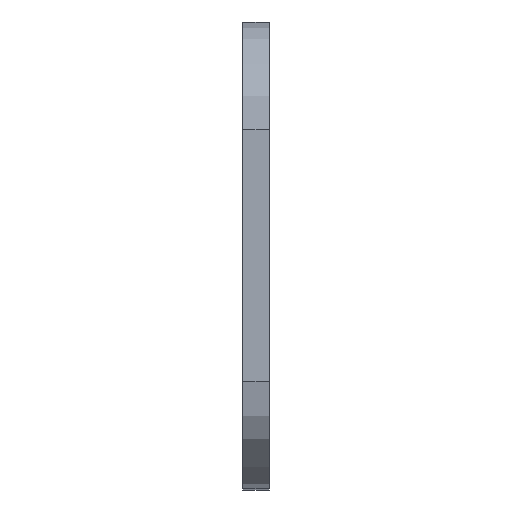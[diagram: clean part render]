
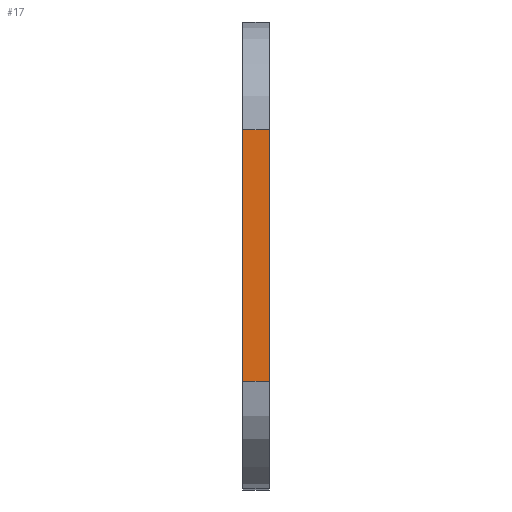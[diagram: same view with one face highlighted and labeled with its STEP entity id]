
A CAD part, top view. The second image highlights one B-rep face of the part: STEP entity #17.
In plain terms, the highlighted planar face has unit normal (0, 0, 1).
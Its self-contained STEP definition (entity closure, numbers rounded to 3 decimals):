
#17 = ADVANCED_FACE('',(#18),#31,.T.);
#18 = FACE_BOUND('',#19,.T.);
#19 = EDGE_LOOP('',(#20,#52,#79,#104));
#20 = ORIENTED_EDGE('',*,*,#21,.T.);
#21 = EDGE_CURVE('',#22,#24,#26,.T.);
#22 = VERTEX_POINT('',#23);
#23 = CARTESIAN_POINT('',(-2923.5,14.,1922.5));
#24 = VERTEX_POINT('',#25);
#25 = CARTESIAN_POINT('',(-2923.5,-14.,1922.5));
#26 = SURFACE_CURVE('',#27,(#30,#41),.PCURVE_S1.);
#27 = B_SPLINE_CURVE_WITH_KNOTS('',1,(#28,#29),.UNSPECIFIED.,.F.,.F.,(2,
    2),(0.231,0.769),.PIECEWISE_BEZIER_KNOTS.);
#28 = CARTESIAN_POINT('',(-2923.5,14.,1922.5));
#29 = CARTESIAN_POINT('',(-2923.5,-14.,1922.5));
#30 = PCURVE('',#31,#36);
#31 = PLANE('',#32);
#32 = AXIS2_PLACEMENT_3D('',#33,#34,#35);
#33 = CARTESIAN_POINT('',(-2923.5,26.,1922.5));
#34 = DIRECTION('',(0.,0.,1.));
#35 = DIRECTION('',(1.,0.,-0.));
#36 = DEFINITIONAL_REPRESENTATION('',(#37),#40);
#37 = B_SPLINE_CURVE_WITH_KNOTS('',1,(#38,#39),.UNSPECIFIED.,.F.,.F.,(2,
    2),(0.231,0.769),.PIECEWISE_BEZIER_KNOTS.);
#38 = CARTESIAN_POINT('',(0.,-12.));
#39 = CARTESIAN_POINT('',(0.,-40.));
#40 = ( GEOMETRIC_REPRESENTATION_CONTEXT(2) 
PARAMETRIC_REPRESENTATION_CONTEXT() REPRESENTATION_CONTEXT('2D SPACE',''
  ) );
#41 = PCURVE('',#42,#47);
#42 = PLANE('',#43);
#43 = AXIS2_PLACEMENT_3D('',#44,#45,#46);
#44 = CARTESIAN_POINT('',(-2923.5,30.55,1927.05));
#45 = DIRECTION('',(-1.,0.,0.));
#46 = DIRECTION('',(0.,0.,-1.));
#47 = DEFINITIONAL_REPRESENTATION('',(#48),#51);
#48 = B_SPLINE_CURVE_WITH_KNOTS('',1,(#49,#50),.UNSPECIFIED.,.F.,.F.,(2,
    2),(0.231,0.769),.PIECEWISE_BEZIER_KNOTS.);
#49 = CARTESIAN_POINT('',(4.55,16.55));
#50 = CARTESIAN_POINT('',(4.55,44.55));
#51 = ( GEOMETRIC_REPRESENTATION_CONTEXT(2) 
PARAMETRIC_REPRESENTATION_CONTEXT() REPRESENTATION_CONTEXT('2D SPACE',''
  ) );
#52 = ORIENTED_EDGE('',*,*,#53,.T.);
#53 = EDGE_CURVE('',#24,#54,#56,.T.);
#54 = VERTEX_POINT('',#55);
#55 = CARTESIAN_POINT('',(-2920.5,-14.,1922.5));
#56 = SURFACE_CURVE('',#57,(#60,#66),.PCURVE_S1.);
#57 = B_SPLINE_CURVE_WITH_KNOTS('',1,(#58,#59),.UNSPECIFIED.,.F.,.F.,(2,
    2),(0.,1.),.PIECEWISE_BEZIER_KNOTS.);
#58 = CARTESIAN_POINT('',(-2923.5,-14.,1922.5));
#59 = CARTESIAN_POINT('',(-2920.5,-14.,1922.5));
#60 = PCURVE('',#31,#61);
#61 = DEFINITIONAL_REPRESENTATION('',(#62),#65);
#62 = B_SPLINE_CURVE_WITH_KNOTS('',1,(#63,#64),.UNSPECIFIED.,.F.,.F.,(2,
    2),(0.,1.),.PIECEWISE_BEZIER_KNOTS.);
#63 = CARTESIAN_POINT('',(0.,-40.));
#64 = CARTESIAN_POINT('',(3.,-40.));
#65 = ( GEOMETRIC_REPRESENTATION_CONTEXT(2) 
PARAMETRIC_REPRESENTATION_CONTEXT() REPRESENTATION_CONTEXT('2D SPACE',''
  ) );
#66 = PCURVE('',#67,#74);
#67 = ( BOUNDED_SURFACE() B_SPLINE_SURFACE(2,1,(
    (#68,#69)
    ,(#70,#71)
,(#72,#73
  )),.UNSPECIFIED.,.F.,.F.,.F.) B_SPLINE_SURFACE_WITH_KNOTS((3,3),(2,2),
  (0.,24.),(0.,3.),.PIECEWISE_BEZIER_KNOTS.) 
GEOMETRIC_REPRESENTATION_ITEM() RATIONAL_B_SPLINE_SURFACE((
    (1.,1.)
    ,(0.707,0.707)
,(1.,1.))) REPRESENTATION_ITEM('') SURFACE() );
#68 = CARTESIAN_POINT('',(-2923.5,-14.,1922.5));
#69 = CARTESIAN_POINT('',(-2920.5,-14.,1922.5));
#70 = CARTESIAN_POINT('',(-2923.5,-26.,1922.5));
#71 = CARTESIAN_POINT('',(-2920.5,-26.,1922.5));
#72 = CARTESIAN_POINT('',(-2923.5,-26.,1910.5));
#73 = CARTESIAN_POINT('',(-2920.5,-26.,1910.5));
#74 = DEFINITIONAL_REPRESENTATION('',(#75),#78);
#75 = B_SPLINE_CURVE_WITH_KNOTS('',1,(#76,#77),.UNSPECIFIED.,.F.,.F.,(2,
    2),(0.,1.),.PIECEWISE_BEZIER_KNOTS.);
#76 = CARTESIAN_POINT('',(0.,0.));
#77 = CARTESIAN_POINT('',(0.,3.));
#78 = ( GEOMETRIC_REPRESENTATION_CONTEXT(2) 
PARAMETRIC_REPRESENTATION_CONTEXT() REPRESENTATION_CONTEXT('2D SPACE',''
  ) );
#79 = ORIENTED_EDGE('',*,*,#80,.T.);
#80 = EDGE_CURVE('',#54,#81,#83,.T.);
#81 = VERTEX_POINT('',#82);
#82 = CARTESIAN_POINT('',(-2920.5,14.,1922.5));
#83 = SURFACE_CURVE('',#84,(#87,#93),.PCURVE_S1.);
#84 = B_SPLINE_CURVE_WITH_KNOTS('',1,(#85,#86),.UNSPECIFIED.,.F.,.F.,(2,
    2),(-0.769,-0.231),.PIECEWISE_BEZIER_KNOTS.);
#85 = CARTESIAN_POINT('',(-2920.5,-14.,1922.5));
#86 = CARTESIAN_POINT('',(-2920.5,14.,1922.5));
#87 = PCURVE('',#31,#88);
#88 = DEFINITIONAL_REPRESENTATION('',(#89),#92);
#89 = B_SPLINE_CURVE_WITH_KNOTS('',1,(#90,#91),.UNSPECIFIED.,.F.,.F.,(2,
    2),(-0.769,-0.231),.PIECEWISE_BEZIER_KNOTS.);
#90 = CARTESIAN_POINT('',(3.,-40.));
#91 = CARTESIAN_POINT('',(3.,-12.));
#92 = ( GEOMETRIC_REPRESENTATION_CONTEXT(2) 
PARAMETRIC_REPRESENTATION_CONTEXT() REPRESENTATION_CONTEXT('2D SPACE',''
  ) );
#93 = PCURVE('',#94,#99);
#94 = PLANE('',#95);
#95 = AXIS2_PLACEMENT_3D('',#96,#97,#98);
#96 = CARTESIAN_POINT('',(-2920.5,30.55,1927.05));
#97 = DIRECTION('',(1.,0.,0.));
#98 = DIRECTION('',(-0.,0.,1.));
#99 = DEFINITIONAL_REPRESENTATION('',(#100),#103);
#100 = B_SPLINE_CURVE_WITH_KNOTS('',1,(#101,#102),.UNSPECIFIED.,.F.,.F.,
  (2,2),(-0.769,-0.231),.PIECEWISE_BEZIER_KNOTS.);
#101 = CARTESIAN_POINT('',(-4.55,44.55));
#102 = CARTESIAN_POINT('',(-4.55,16.55));
#103 = ( GEOMETRIC_REPRESENTATION_CONTEXT(2) 
PARAMETRIC_REPRESENTATION_CONTEXT() REPRESENTATION_CONTEXT('2D SPACE',''
  ) );
#104 = ORIENTED_EDGE('',*,*,#105,.T.);
#105 = EDGE_CURVE('',#81,#22,#106,.T.);
#106 = SURFACE_CURVE('',#107,(#110,#116),.PCURVE_S1.);
#107 = B_SPLINE_CURVE_WITH_KNOTS('',1,(#108,#109),.UNSPECIFIED.,.F.,.F.,
  (2,2),(-1.,0.),.PIECEWISE_BEZIER_KNOTS.);
#108 = CARTESIAN_POINT('',(-2920.5,14.,1922.5));
#109 = CARTESIAN_POINT('',(-2923.5,14.,1922.5));
#110 = PCURVE('',#31,#111);
#111 = DEFINITIONAL_REPRESENTATION('',(#112),#115);
#112 = B_SPLINE_CURVE_WITH_KNOTS('',1,(#113,#114),.UNSPECIFIED.,.F.,.F.,
  (2,2),(-1.,0.),.PIECEWISE_BEZIER_KNOTS.);
#113 = CARTESIAN_POINT('',(3.,-12.));
#114 = CARTESIAN_POINT('',(0.,-12.));
#115 = ( GEOMETRIC_REPRESENTATION_CONTEXT(2) 
PARAMETRIC_REPRESENTATION_CONTEXT() REPRESENTATION_CONTEXT('2D SPACE',''
  ) );
#116 = PCURVE('',#117,#124);
#117 = ( BOUNDED_SURFACE() B_SPLINE_SURFACE(2,1,(
    (#118,#119)
    ,(#120,#121)
,(#122,#123
    )),.UNSPECIFIED.,.F.,.F.,.F.) B_SPLINE_SURFACE_WITH_KNOTS((3,3),(2,2
    ),(0.,24.),(0.,3.),.PIECEWISE_BEZIER_KNOTS.) 
GEOMETRIC_REPRESENTATION_ITEM() RATIONAL_B_SPLINE_SURFACE((
    (1.,1.)
    ,(0.707,0.707)
,(1.,1.))) REPRESENTATION_ITEM('') SURFACE() );
#118 = CARTESIAN_POINT('',(-2923.5,26.,1910.5));
#119 = CARTESIAN_POINT('',(-2920.5,26.,1910.5));
#120 = CARTESIAN_POINT('',(-2923.5,26.,1922.5));
#121 = CARTESIAN_POINT('',(-2920.5,26.,1922.5));
#122 = CARTESIAN_POINT('',(-2923.5,14.,1922.5));
#123 = CARTESIAN_POINT('',(-2920.5,14.,1922.5));
#124 = DEFINITIONAL_REPRESENTATION('',(#125),#128);
#125 = B_SPLINE_CURVE_WITH_KNOTS('',1,(#126,#127),.UNSPECIFIED.,.F.,.F.,
  (2,2),(-1.,0.),.PIECEWISE_BEZIER_KNOTS.);
#126 = CARTESIAN_POINT('',(24.,3.));
#127 = CARTESIAN_POINT('',(24.,0.));
#128 = ( GEOMETRIC_REPRESENTATION_CONTEXT(2) 
PARAMETRIC_REPRESENTATION_CONTEXT() REPRESENTATION_CONTEXT('2D SPACE',''
  ) );
